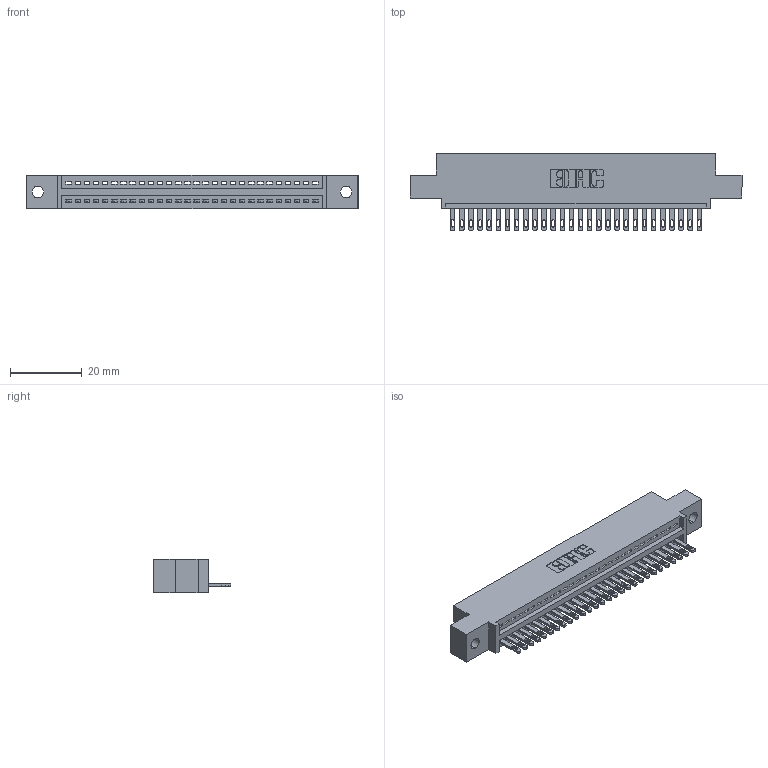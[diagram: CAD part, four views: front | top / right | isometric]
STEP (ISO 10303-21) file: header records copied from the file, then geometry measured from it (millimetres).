
FILE_DESCRIPTION (( 'STEP AP203' ), '1' );
FILE_NAME ('345-028-500-402.STEP', '2018-08-22T07:23:42', ( '' ), ( '' ), 'SwSTEP 2.0', 'SolidWorks 2016', '' );
FILE_SCHEMA (( 'CONFIG_CONTROL_DESIGN' ));
Length unit declared in the file: inch
Products named in the file (3): 345-028-500-402; 345 Part_0.110 Offset - 0.128 Dia; 345-292-001_345-293-100
Assembly tree (29 placements, depth 2):
  345-028-500-402
    345 Part_0.110 Offset - 0.128 Dia
    345-292-001_345-293-100  x28
Bounding box: 92.33 x 21.51 x 9.4 mm (x, y, z)
Volume: 8562.1 mm3; surface area: 11061.2 mm2
Topology: 29 solids, 29 shells, 1642 faces, 5057 edges, 3370 vertices
Faces by surface type: plane 1036, cylinder 606
Entity records: 23023 total; most frequent: CARTESIAN_POINT 3996, ORIENTED_EDGE 3958, DIRECTION 3511, EDGE_CURVE 1979, VECTOR 1731, LINE 1731, VERTEX_POINT 1318, AXIS2_PLACEMENT_3D 890
